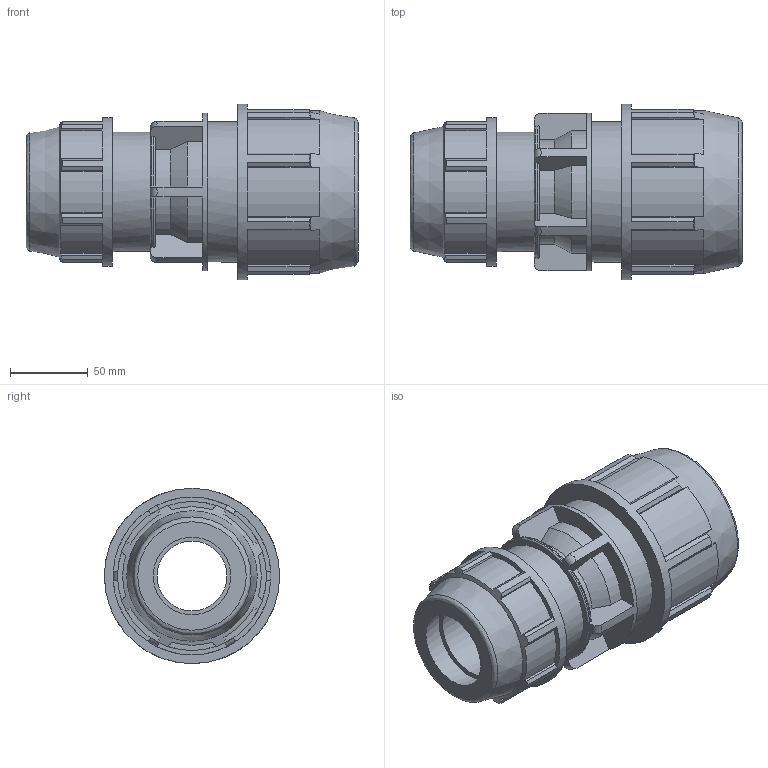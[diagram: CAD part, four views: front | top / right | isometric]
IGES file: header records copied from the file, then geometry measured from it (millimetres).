
Global section: file name: 071100063050_181100063050_0711060630500A.ipt; native system: Autodesk Inventor 2015; preprocessor: unknown; author: KIM; date: 20170606.133333; units: millimetre
Bounding box: 214 x 113 x 113 mm (x, y, z)
Volume: 872333.8 mm3; surface area: 133336.8 mm2
Topology: 1 solids, 1 shells, 220 faces, 646 edges, 436 vertices
Faces by surface type: plane 138, cylinder 45, revolution 20, cone 17
Full cylindrical faces by diameter (mm): 76.8 x1, 90.4 x1, 96 x1, 101.7 x1, 113 x1
